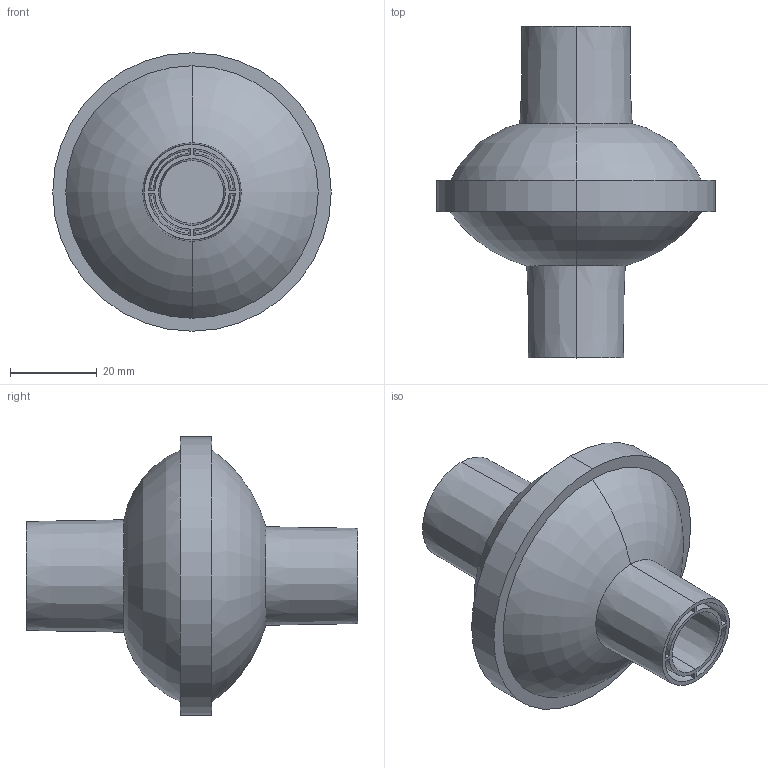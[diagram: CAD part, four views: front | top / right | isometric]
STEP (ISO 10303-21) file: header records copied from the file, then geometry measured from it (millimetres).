
FILE_DESCRIPTION (( 'STEP AP214' ), '1' );
FILE_NAME ('Inline_filter_VB-65mm.STEP', '2020-03-30T22:21:40', ( 'Alejandro' ), ( '' ), 'SwSTEP 2.0', 'SolidWorks 2013', '' );
FILE_SCHEMA (( 'AUTOMOTIVE_DESIGN' ));
Length unit declared in the file: millimetre
Products named in the file (1): Inline_filter_VB-65mm
Bounding box: 64.3 x 76.63 x 64.3 mm (x, y, z)
Volume: 74895.5 mm3; surface area: 17682 mm2
Topology: 1 solids, 1 shells, 40 faces, 86 edges, 56 vertices
Faces by surface type: plane 18, cone 16, torus 4, cylinder 2
Entity records: 1200 total; most frequent: CARTESIAN_POINT 279, DIRECTION 196, ORIENTED_EDGE 172, EDGE_CURVE 86, AXIS2_PLACEMENT_3D 85, VERTEX_POINT 56, EDGE_LOOP 48, CIRCLE 44
